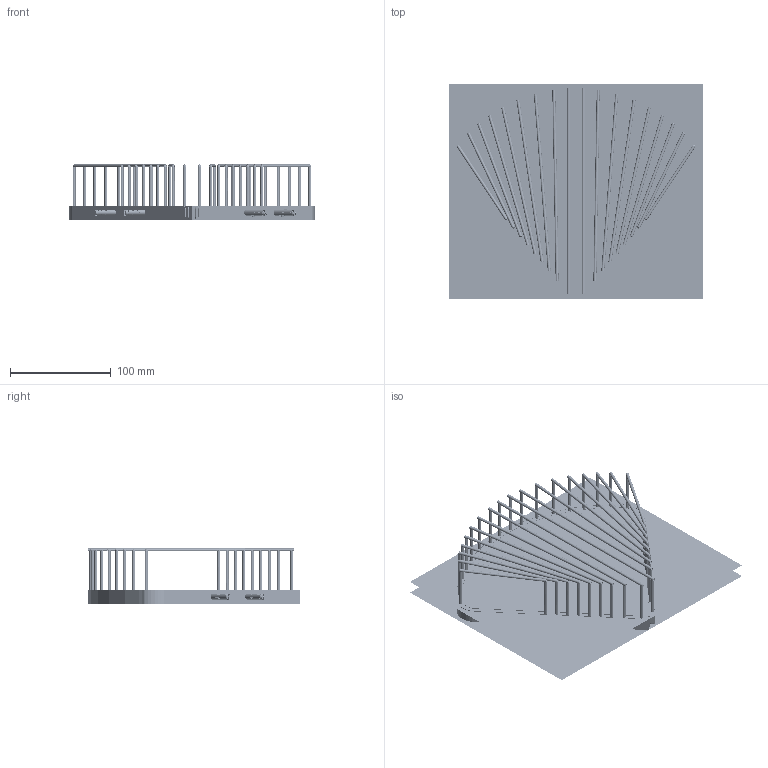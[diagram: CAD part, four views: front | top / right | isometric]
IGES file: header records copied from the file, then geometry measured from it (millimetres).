
Start section:  PTC IGES file: A44159.igs
Global section: file name: A44159.igs; native system: Creo Parametric by PTC Inc.; preprocessor: 2018300; author: yaren.varan; organization: Unknown; date: 20220207.093839; units: millimetre
Bounding box: 253.66 x 214.2 x 54.88 mm (x, y, z)
Surface area: 898161 mm2 (no closed solid volume)
Topology: 0 solids, 0 shells, 4652 faces, 78471 edges, 101424 vertices
Faces by surface type: bspline 2712, revolution 1940
